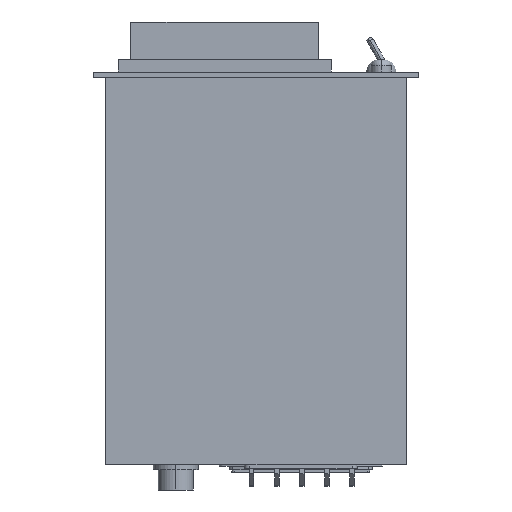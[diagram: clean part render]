
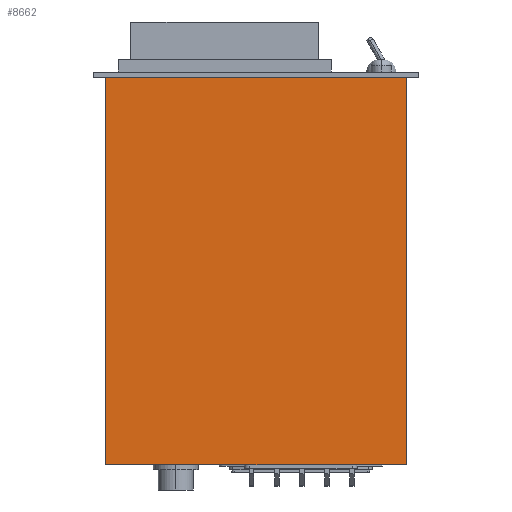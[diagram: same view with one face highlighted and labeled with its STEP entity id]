
A CAD part, left-side view. The second image highlights one B-rep face of the part: STEP entity #8662.
In plain terms, the highlighted planar face has unit normal (-1, 0, 0).
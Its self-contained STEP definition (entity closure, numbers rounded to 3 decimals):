
#992 = VERTEX_POINT ( 'NONE', #4376 ) ;
#1039 = VERTEX_POINT ( 'NONE', #4423 ) ;
#2399 = LINE ( 'NONE', #7088, #2422 ) ;
#2422 = VECTOR ( 'NONE', #7082, 1000. ) ;
#2676 = VERTEX_POINT ( 'NONE', #4490 ) ;
#2763 = VERTEX_POINT ( 'NONE', #4529 ) ;
#2911 = EDGE_LOOP ( 'NONE', ( #9378, #9379, #9375, #9377 ) ) ;
#3377 = AXIS2_PLACEMENT_3D ( 'NONE', #7461, #7460, #7457 ) ;
#4376 = CARTESIAN_POINT ( 'NONE',  ( -52.5, 60., 0. ) ) ;
#4423 = CARTESIAN_POINT ( 'NONE',  ( -52.5, -60., 0. ) ) ;
#4490 = CARTESIAN_POINT ( 'NONE',  ( -52.5, -60., -155. ) ) ;
#4529 = CARTESIAN_POINT ( 'NONE',  ( -52.5, 60., -155. ) ) ;
#4869 = EDGE_CURVE ( 'NONE', #992, #1039, #7792, .T. ) ;
#4976 = EDGE_CURVE ( 'NONE', #2763, #2676, #7601, .T. ) ;
#5189 = EDGE_CURVE ( 'NONE', #2763, #992, #2399, .T. ) ;
#5222 = EDGE_CURVE ( 'NONE', #2676, #1039, #8973, .T. ) ;
#5837 = FACE_OUTER_BOUND ( 'NONE', #2911, .T. ) ;
#7082 = DIRECTION ( 'NONE',  ( 0., 0., 1. ) ) ;
#7088 = CARTESIAN_POINT ( 'NONE',  ( -52.5, 60., -155. ) ) ;
#7169 = DIRECTION ( 'NONE',  ( 0., 0., 1. ) ) ;
#7170 = CARTESIAN_POINT ( 'NONE',  ( -52.5, -60., -155. ) ) ;
#7457 = DIRECTION ( 'NONE',  ( 0., 0., 1. ) ) ;
#7460 = DIRECTION ( 'NONE',  ( -1., 0., 0. ) ) ;
#7461 = CARTESIAN_POINT ( 'NONE',  ( -52.5, 60., -155. ) ) ;
#7479 = PLANE ( 'NONE',  #3377 ) ;
#7601 = LINE ( 'NONE', #7894, #7627 ) ;
#7627 = VECTOR ( 'NONE', #7913, 1000. ) ;
#7792 = LINE ( 'NONE', #9212, #7857 ) ;
#7857 = VECTOR ( 'NONE', #9214, 1000. ) ;
#7894 = CARTESIAN_POINT ( 'NONE',  ( -52.5, 60., -155. ) ) ;
#7913 = DIRECTION ( 'NONE',  ( 0., -1., 0. ) ) ;
#8662 = ADVANCED_FACE ( 'NONE', ( #5837 ), #7479, .T. ) ;
#8959 = VECTOR ( 'NONE', #7169, 1000. ) ;
#8973 = LINE ( 'NONE', #7170, #8959 ) ;
#9212 = CARTESIAN_POINT ( 'NONE',  ( -52.5, 60., 0. ) ) ;
#9214 = DIRECTION ( 'NONE',  ( 0., -1., 0. ) ) ;
#9375 = ORIENTED_EDGE ( 'NONE', *, *, #4976, .T. ) ;
#9377 = ORIENTED_EDGE ( 'NONE', *, *, #5222, .T. ) ;
#9378 = ORIENTED_EDGE ( 'NONE', *, *, #4869, .F. ) ;
#9379 = ORIENTED_EDGE ( 'NONE', *, *, #5189, .F. ) ;
